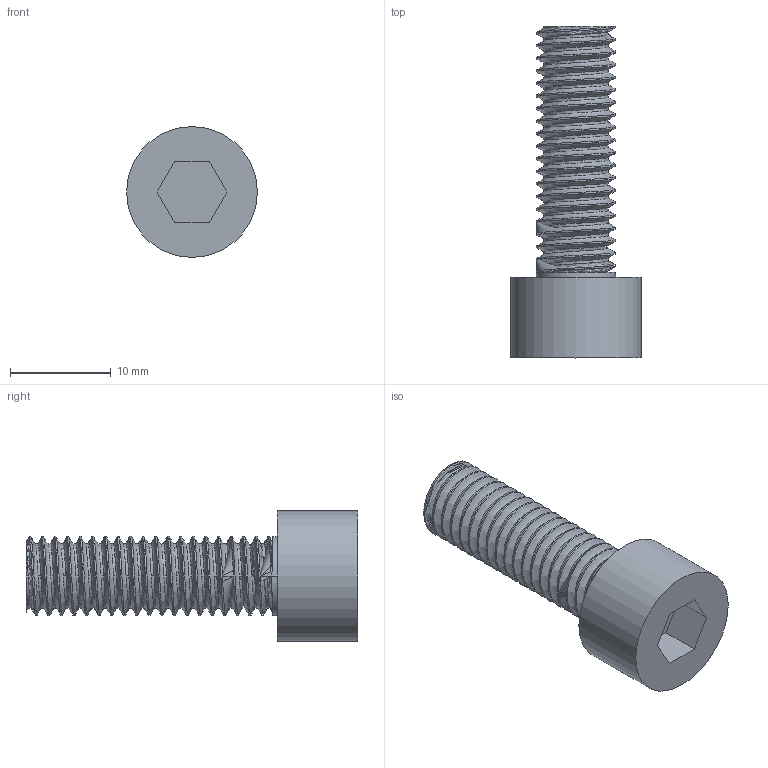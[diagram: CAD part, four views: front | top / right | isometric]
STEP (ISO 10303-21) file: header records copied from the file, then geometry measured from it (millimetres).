
FILE_DESCRIPTION(/* description */ (''),/* implementation_level */ '2;1');
FILE_NAME(/* name */ 'SSCF-M8-25-A2.step',/* time_stamp */ '2018-06-12T11:41:05+01:00',/* author */ (''),/* organization */ (''),/* preprocessor_version */ 'ST-DEVELOPER v17',/* originating_system */ 'Autodesk Translation Framework v7.1.0.215',/* authorisation */ '');
FILE_SCHEMA (('AUTOMOTIVE_DESIGN { 1 0 10303 214 3 1 1 }'));
Length unit declared in the file: millimetre
Products named in the file (1): (Unsaved)
Bounding box: 13 x 33 x 13 mm (x, y, z)
Volume: 2025.5 mm3; surface area: 1766.5 mm2
Topology: 2 solids, 2 shells, 59 faces, 156 edges, 102 vertices
Faces by surface type: cylinder 45, plane 12, bspline 2
Full cylindrical faces by diameter (mm): 6.446 x20, 7.866 x21, 13 x1
Entity records: 4291 total; most frequent: CARTESIAN_POINT 2965, ORIENTED_EDGE 312, DIRECTION 194, EDGE_CURVE 156, VERTEX_POINT 102, B_SPLINE_CURVE_WITH_KNOTS 86, AXIS2_PLACEMENT_3D 66, LINE 62
